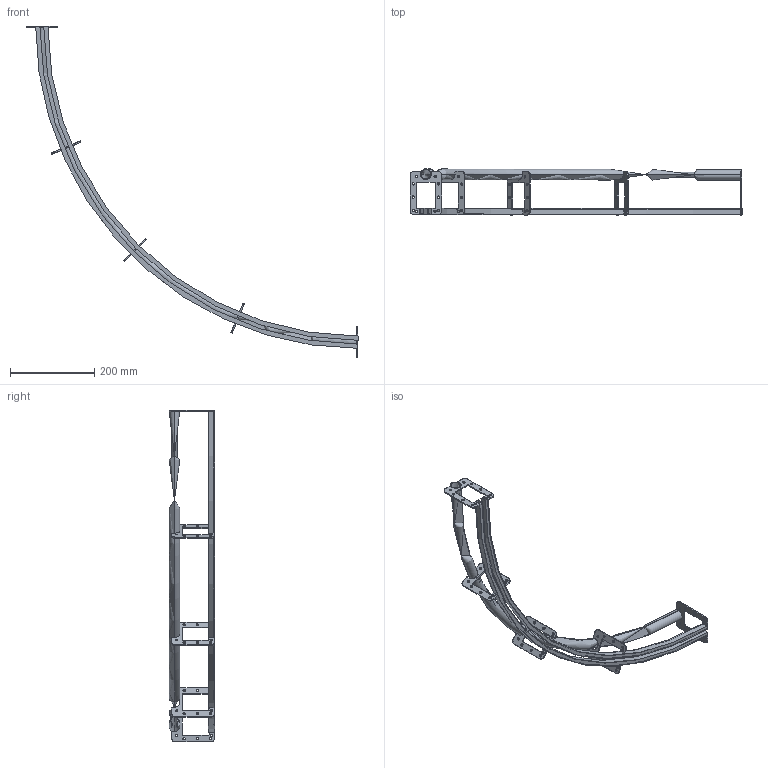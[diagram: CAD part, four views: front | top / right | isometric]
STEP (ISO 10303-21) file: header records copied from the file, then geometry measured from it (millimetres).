
FILE_DESCRIPTION (( 'STEP AP203' ), '1' );
FILE_NAME ('T63731.STEP', '2018-08-16T07:23:45', ( '' ), ( '' ), 'SwSTEP 2.0', 'SolidWorks 2016', '' );
FILE_SCHEMA (( 'CONFIG_CONTROL_DESIGN' ));
Length unit declared in the file: millimetre
Products named in the file (5): TH2677; TH3252; TH3254; TH3253; T63731
Assembly tree (8 placements, depth 2):
  T63731
    TH3252
    TH3253
    TH3254
    TH2677  x5
Bounding box: 787.5 x 108.7 x 787.5 mm (x, y, z)
Volume: 344516.3 mm3; surface area: 433012.1 mm2
Topology: 8 solids, 8 shells, 276 faces, 780 edges, 520 vertices
Faces by surface type: cylinder 163, plane 109, torus 4
Entity records: 3121 total; most frequent: DIRECTION 468, CARTESIAN_POINT 427, ORIENTED_EDGE 408, EDGE_CURVE 204, AXIS2_PLACEMENT_3D 177, VERTEX_POINT 136, LINE 114, VECTOR 114
